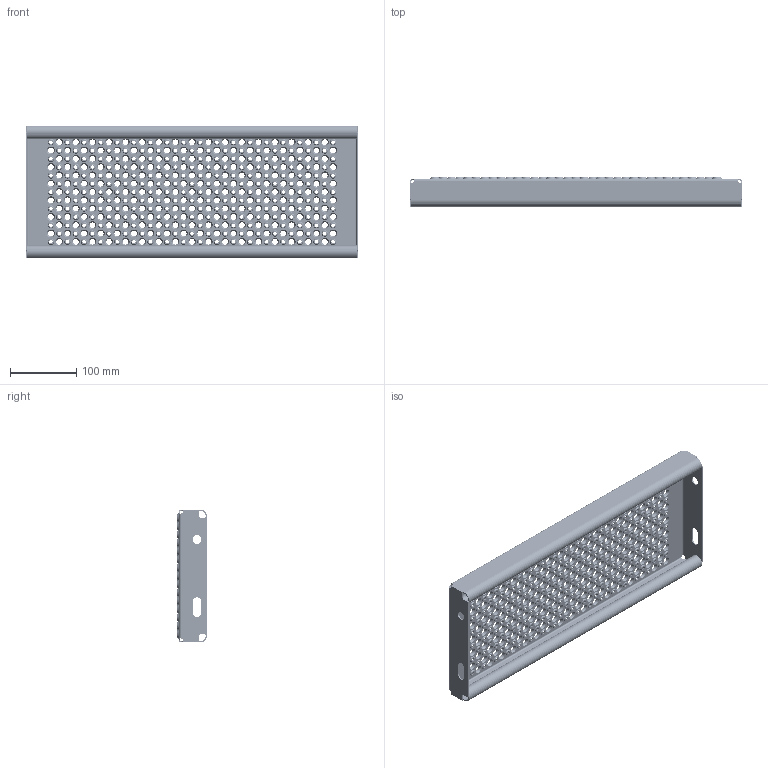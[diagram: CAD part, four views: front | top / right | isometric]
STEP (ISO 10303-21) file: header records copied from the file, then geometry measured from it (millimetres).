
FILE_DESCRIPTION (( 'STEP AP203' ), '1' );
FILE_NAME ('20621_ACHILTRIN_200x500x45_M_OPTRÆK.STEP', '2011-08-15T07:37:04', ( 'JKJ' ), ( '' ), 'SwSTEP 2.0', 'SolidWorks 2011', '' );
FILE_SCHEMA (( 'CONFIG_CONTROL_DESIGN' ));
Products named in the file (1): 20621_ACHILTRIN_200x500x45_M_OPTRÆK
Bounding box: 500 x 45 x 200 mm (x, y, z)
Volume: 383173.3 mm3; surface area: 402915.4 mm2
Topology: 1 solids, 1 shells, 3757 faces, 8600 edges, 5370 vertices
Faces by surface type: cone 2100, cylinder 1086, plane 563, bspline 8
Entity records: 110057 total; most frequent: DIRECTION 21374, CARTESIAN_POINT 18320, ORIENTED_EDGE 17200, AXIS2_PLACEMENT_3D 9056, EDGE_CURVE 8600, VERTEX_POINT 5370, EDGE_LOOP 5340, CIRCLE 5306
